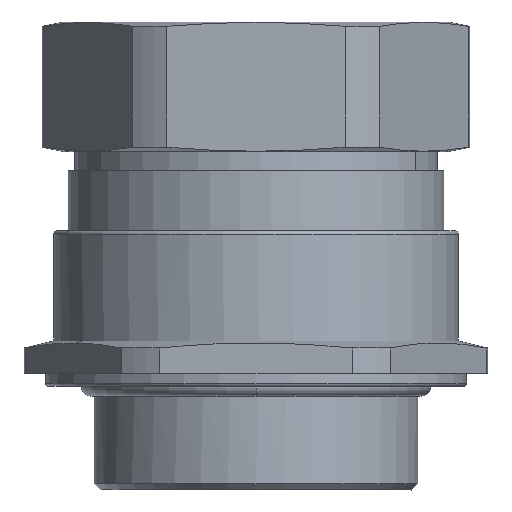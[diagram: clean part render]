
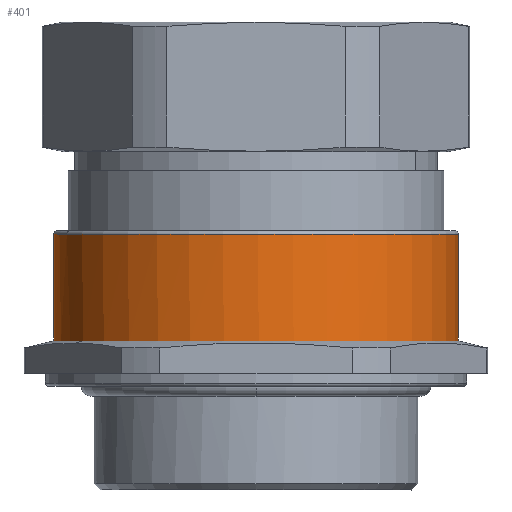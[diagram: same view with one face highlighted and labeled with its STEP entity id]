
A CAD part, left-side view. The second image highlights one B-rep face of the part: STEP entity #401.
In plain terms, the highlighted cylindrical face has radius 31.25 mm (diameter 62.5 mm), a partial arc.
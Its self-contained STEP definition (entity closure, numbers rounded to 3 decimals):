
#263=AXIS2_PLACEMENT_3D('Circle Axis2P3D',#261,#262,$) ;
#280=AXIS2_PLACEMENT_3D('Circle Axis2P3D',#278,#279,$) ;
#365=AXIS2_PLACEMENT_3D('Cylinder Axis2P3D',#362,#363,#364) ;
#376=AXIS2_PLACEMENT_3D('Circle Axis2P3D',#374,#375,$) ;
#383=AXIS2_PLACEMENT_3D('Circle Axis2P3D',#381,#382,$) ;
#251=CARTESIAN_POINT('Vertex',(21.416,64.968,39.5)) ;
#258=CARTESIAN_POINT('Vertex',(32.5,67.,39.5)) ;
#261=CARTESIAN_POINT('Axis2P3D Location',(32.5,35.75,39.5)) ;
#278=CARTESIAN_POINT('Axis2P3D Location',(32.5,35.75,39.5)) ;
#282=CARTESIAN_POINT('Vertex',(32.5,4.5,39.5)) ;
#362=CARTESIAN_POINT('Axis2P3D Location',(32.5,35.75,31.5)) ;
#367=CARTESIAN_POINT('Line Origine',(32.5,67.,31.5)) ;
#371=CARTESIAN_POINT('Vertex',(32.5,67.,23.)) ;
#374=CARTESIAN_POINT('Axis2P3D Location',(32.5,35.75,23.)) ;
#378=CARTESIAN_POINT('Vertex',(16.241,62.437,23.)) ;
#381=CARTESIAN_POINT('Axis2P3D Location',(32.5,35.75,23.)) ;
#385=CARTESIAN_POINT('Vertex',(32.5,4.5,23.)) ;
#388=CARTESIAN_POINT('Line Origine',(32.5,4.5,31.5)) ;
#262=DIRECTION('Axis2P3D Direction',(0.,0.,-1.)) ;
#279=DIRECTION('Axis2P3D Direction',(0.,0.,-1.)) ;
#363=DIRECTION('Axis2P3D Direction',(0.,0.,1.)) ;
#364=DIRECTION('Axis2P3D XDirection',(0.,1.,0.)) ;
#368=DIRECTION('Vector Direction',(0.,0.,1.)) ;
#375=DIRECTION('Axis2P3D Direction',(0.,0.,1.)) ;
#382=DIRECTION('Axis2P3D Direction',(0.,0.,1.)) ;
#389=DIRECTION('Vector Direction',(0.,0.,1.)) ;
#369=VECTOR('Line Direction',#368,1.) ;
#390=VECTOR('Line Direction',#389,1.) ;
#394=ORIENTED_EDGE('',*,*,#373,.T.) ;
#395=ORIENTED_EDGE('',*,*,#380,.T.) ;
#396=ORIENTED_EDGE('',*,*,#387,.T.) ;
#397=ORIENTED_EDGE('',*,*,#392,.F.) ;
#398=ORIENTED_EDGE('',*,*,#284,.F.) ;
#399=ORIENTED_EDGE('',*,*,#265,.F.) ;
#401=ADVANCED_FACE('Part1.1\\Koerper.2',(#400),#366,.T.) ;
#264=CIRCLE('generated circle',#263,31.25) ;
#281=CIRCLE('generated circle',#280,31.25) ;
#377=CIRCLE('generated circle',#376,31.25) ;
#384=CIRCLE('generated circle',#383,31.25) ;
#366=CYLINDRICAL_SURFACE('generated cylinder',#365,31.25) ;
#265=EDGE_CURVE('',#259,#252,#264,.F.) ;
#284=EDGE_CURVE('',#252,#283,#281,.F.) ;
#373=EDGE_CURVE('',#259,#372,#370,.F.) ;
#380=EDGE_CURVE('',#372,#379,#377,.T.) ;
#387=EDGE_CURVE('',#379,#386,#384,.T.) ;
#392=EDGE_CURVE('',#283,#386,#391,.F.) ;
#393=EDGE_LOOP('',(#394,#395,#396,#397,#398,#399)) ;
#400=FACE_OUTER_BOUND('',#393,.T.) ;
#370=LINE('Line',#367,#369) ;
#391=LINE('Line',#388,#390) ;
#252=VERTEX_POINT('',#251) ;
#259=VERTEX_POINT('',#258) ;
#283=VERTEX_POINT('',#282) ;
#372=VERTEX_POINT('',#371) ;
#379=VERTEX_POINT('',#378) ;
#386=VERTEX_POINT('',#385) ;
